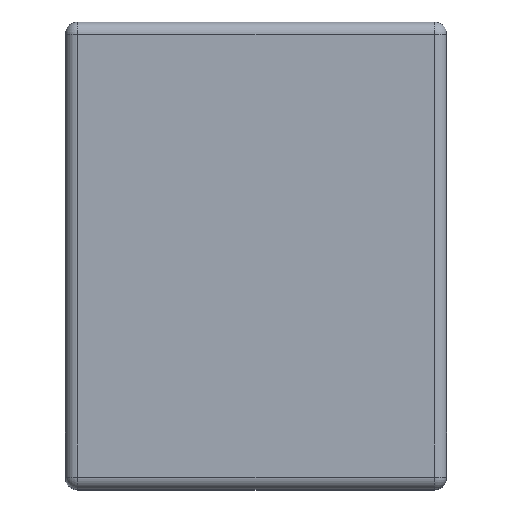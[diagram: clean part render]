
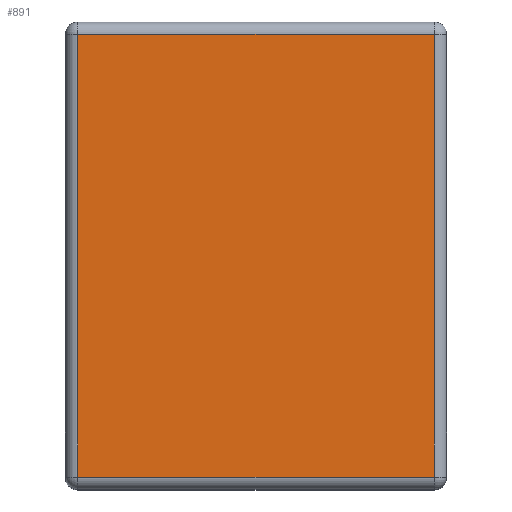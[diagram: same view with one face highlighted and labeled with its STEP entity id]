
A CAD part, top view. The second image highlights one B-rep face of the part: STEP entity #891.
In plain terms, the highlighted planar face has unit normal (0, 0, 1).
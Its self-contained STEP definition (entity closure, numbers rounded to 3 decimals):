
#516 = VERTEX_POINT('',#517);
#517 = CARTESIAN_POINT('',(-7.35,-17.05,15.5));
#524 = EDGE_CURVE('',#516,#525,#527,.T.);
#525 = VERTEX_POINT('',#526);
#526 = CARTESIAN_POINT('',(-7.35,0.95,15.5));
#527 = LINE('',#528,#529);
#528 = CARTESIAN_POINT('',(-7.35,-17.55,15.5));
#529 = VECTOR('',#530,1.);
#530 = DIRECTION('',(0.,1.,0.));
#891 = ADVANCED_FACE('',(#892),#917,.F.);
#892 = FACE_BOUND('',#893,.F.);
#893 = EDGE_LOOP('',(#894,#904,#910,#911));
#894 = ORIENTED_EDGE('',*,*,#895,.T.);
#895 = EDGE_CURVE('',#896,#898,#900,.T.);
#896 = VERTEX_POINT('',#897);
#897 = CARTESIAN_POINT('',(7.15,0.95,15.5));
#898 = VERTEX_POINT('',#899);
#899 = CARTESIAN_POINT('',(7.15,-17.05,15.5));
#900 = LINE('',#901,#902);
#901 = CARTESIAN_POINT('',(7.15,1.45,15.5));
#902 = VECTOR('',#903,1.);
#903 = DIRECTION('',(0.,-1.,0.));
#904 = ORIENTED_EDGE('',*,*,#905,.T.);
#905 = EDGE_CURVE('',#898,#516,#906,.T.);
#906 = LINE('',#907,#908);
#907 = CARTESIAN_POINT('',(7.65,-17.05,15.5));
#908 = VECTOR('',#909,1.);
#909 = DIRECTION('',(-1.,0.,0.));
#910 = ORIENTED_EDGE('',*,*,#524,.T.);
#911 = ORIENTED_EDGE('',*,*,#912,.T.);
#912 = EDGE_CURVE('',#525,#896,#913,.T.);
#913 = LINE('',#914,#915);
#914 = CARTESIAN_POINT('',(-7.85,0.95,15.5));
#915 = VECTOR('',#916,1.);
#916 = DIRECTION('',(1.,0.,0.));
#917 = PLANE('',#918);
#918 = AXIS2_PLACEMENT_3D('',#919,#920,#921);
#919 = CARTESIAN_POINT('',(-0.1,-8.05,15.5));
#920 = DIRECTION('',(-0.,0.,-1.));
#921 = DIRECTION('',(0.,1.,0.));
